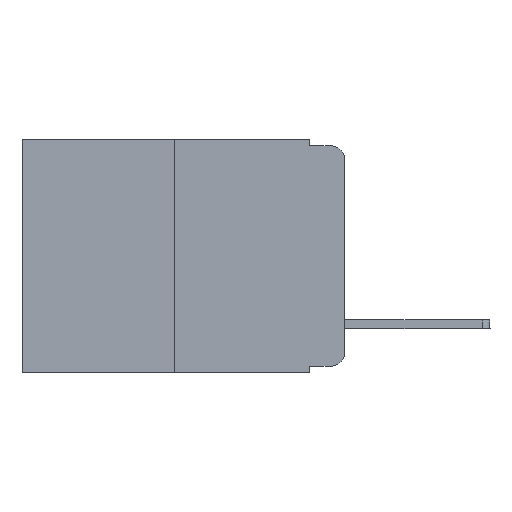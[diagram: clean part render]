
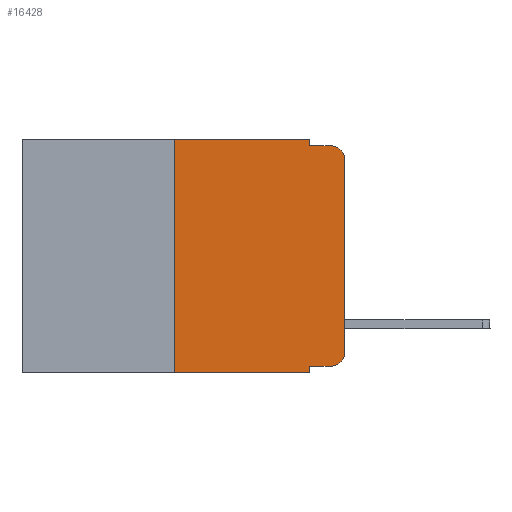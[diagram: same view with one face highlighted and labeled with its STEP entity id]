
A CAD part, left-side view. The second image highlights one B-rep face of the part: STEP entity #16428.
In plain terms, the highlighted planar face has unit normal (-1, 0, 0).
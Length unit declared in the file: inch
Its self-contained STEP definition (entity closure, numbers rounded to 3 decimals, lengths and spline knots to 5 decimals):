
#209 = DIRECTION ( 'NONE',  ( 0., 0., 1. ) ) ;
#217 = VERTEX_POINT ( 'NONE', #284 ) ;
#284 = CARTESIAN_POINT ( 'NONE',  ( 0., 0.02, -0.01 ) ) ;
#373 = CARTESIAN_POINT ( 'NONE',  ( 0., 0.051, -0.01 ) ) ;
#968 = EDGE_CURVE ( 'NONE', #10417, #2178, #17411, .T. ) ;
#1016 = ORIENTED_EDGE ( 'NONE', *, *, #12474, .T. ) ;
#1200 = CARTESIAN_POINT ( 'NONE',  ( 0., 0., 0. ) ) ;
#1382 = ORIENTED_EDGE ( 'NONE', *, *, #6069, .F. ) ;
#1438 = LINE ( 'NONE', #2316, #14303 ) ;
#1702 = LINE ( 'NONE', #1200, #3711 ) ;
#2049 = VECTOR ( 'NONE', #8272, 39.37008 ) ;
#2178 = VERTEX_POINT ( 'NONE', #373 ) ;
#2187 = EDGE_LOOP ( 'NONE', ( #4592, #11848, #17449, #8798, #1382, #4533, #1016, #18359, #12914, #15023 ) ) ;
#2316 = CARTESIAN_POINT ( 'NONE',  ( 0., 0.473, 0. ) ) ;
#2730 = VERTEX_POINT ( 'NONE', #8669 ) ;
#3711 = VECTOR ( 'NONE', #15418, 39.37008 ) ;
#3756 = DIRECTION ( 'NONE',  ( 1., 0., 0. ) ) ;
#4284 = VERTEX_POINT ( 'NONE', #5675 ) ;
#4388 = LINE ( 'NONE', #16998, #14825 ) ;
#4533 = ORIENTED_EDGE ( 'NONE', *, *, #9579, .F. ) ;
#4592 = ORIENTED_EDGE ( 'NONE', *, *, #18237, .T. ) ;
#5137 = DIRECTION ( 'NONE',  ( 0., -1., 0. ) ) ;
#5405 = CARTESIAN_POINT ( 'NONE',  ( 0., 0.473, -0.343 ) ) ;
#5675 = CARTESIAN_POINT ( 'NONE',  ( 0., 0.051, -0.333 ) ) ;
#5698 = DIRECTION ( 'NONE',  ( 0., 0., -1. ) ) ;
#6069 = EDGE_CURVE ( 'NONE', #12807, #10417, #1438, .T. ) ;
#6319 = CARTESIAN_POINT ( 'NONE',  ( 0., 0.02, -0.313 ) ) ;
#6626 = EDGE_CURVE ( 'NONE', #2178, #217, #15846, .T. ) ;
#7009 = CARTESIAN_POINT ( 'NONE',  ( 0., 0.051, 0. ) ) ;
#7129 = CIRCLE ( 'NONE', #13315, 0.02 ) ;
#7258 = CARTESIAN_POINT ( 'NONE',  ( 0., 0.02, -0.333 ) ) ;
#7534 = DIRECTION ( 'NONE',  ( -1., 0., 0. ) ) ;
#7627 = DIRECTION ( 'NONE',  ( 0., 0., -1. ) ) ;
#7813 = AXIS2_PLACEMENT_3D ( 'NONE', #10977, #3756, #12173 ) ;
#8272 = DIRECTION ( 'NONE',  ( 0., -1., 0. ) ) ;
#8305 = VECTOR ( 'NONE', #9794, 39.37008 ) ;
#8594 = CARTESIAN_POINT ( 'NONE',  ( 0., 0.25, 0. ) ) ;
#8618 = CARTESIAN_POINT ( 'NONE',  ( 0., 0.051, 0. ) ) ;
#8648 = FACE_OUTER_BOUND ( 'NONE', #2187, .T. ) ;
#8669 = CARTESIAN_POINT ( 'NONE',  ( 0., 0., -0.03 ) ) ;
#8798 = ORIENTED_EDGE ( 'NONE', *, *, #968, .F. ) ;
#9294 = VERTEX_POINT ( 'NONE', #7258 ) ;
#9394 = PLANE ( 'NONE',  #7813 ) ;
#9579 = EDGE_CURVE ( 'NONE', #9929, #12807, #12383, .T. ) ;
#9778 = DIRECTION ( 'NONE',  ( 0., -1., 0. ) ) ;
#9794 = DIRECTION ( 'NONE',  ( 0., -1., 0. ) ) ;
#9929 = VERTEX_POINT ( 'NONE', #14044 ) ;
#10221 = CARTESIAN_POINT ( 'NONE',  ( 0., 0.02, -0.03 ) ) ;
#10417 = VERTEX_POINT ( 'NONE', #18250 ) ;
#10569 = DIRECTION ( 'NONE',  ( -1., 0., 0. ) ) ;
#10879 = VERTEX_POINT ( 'NONE', #16255 ) ;
#10977 = CARTESIAN_POINT ( 'NONE',  ( 0., 0.473, 0. ) ) ;
#11069 = EDGE_CURVE ( 'NONE', #9294, #11907, #15842, .T. ) ;
#11320 = LINE ( 'NONE', #5405, #2049 ) ;
#11848 = ORIENTED_EDGE ( 'NONE', *, *, #12634, .T. ) ;
#11907 = VERTEX_POINT ( 'NONE', #16901 ) ;
#12173 = DIRECTION ( 'NONE',  ( 0., 0., -1. ) ) ;
#12383 = LINE ( 'NONE', #14460, #12582 ) ;
#12474 = EDGE_CURVE ( 'NONE', #9929, #10879, #11320, .T. ) ;
#12582 = VECTOR ( 'NONE', #209, 39.37008 ) ;
#12634 = EDGE_CURVE ( 'NONE', #2730, #217, #7129, .T. ) ;
#12807 = VERTEX_POINT ( 'NONE', #8594 ) ;
#12914 = ORIENTED_EDGE ( 'NONE', *, *, #17883, .T. ) ;
#13315 = AXIS2_PLACEMENT_3D ( 'NONE', #10221, #7534, #17513 ) ;
#14044 = CARTESIAN_POINT ( 'NONE',  ( 0., 0.25, -0.343 ) ) ;
#14128 = CARTESIAN_POINT ( 'NONE',  ( 0., 0.051, -0.01 ) ) ;
#14303 = VECTOR ( 'NONE', #5137, 39.37008 ) ;
#14460 = CARTESIAN_POINT ( 'NONE',  ( 0., 0.25, 0. ) ) ;
#14750 = VECTOR ( 'NONE', #5698, 39.37008 ) ;
#14825 = VECTOR ( 'NONE', #9778, 39.37008 ) ;
#14962 = EDGE_CURVE ( 'NONE', #4284, #10879, #15955, .T. ) ;
#15023 = ORIENTED_EDGE ( 'NONE', *, *, #11069, .T. ) ;
#15182 = AXIS2_PLACEMENT_3D ( 'NONE', #6319, #10569, #7627 ) ;
#15418 = DIRECTION ( 'NONE',  ( 0., 0., 1. ) ) ;
#15514 = VECTOR ( 'NONE', #17197, 39.37008 ) ;
#15842 = CIRCLE ( 'NONE', #15182, 0.02 ) ;
#15846 = LINE ( 'NONE', #14128, #8305 ) ;
#15955 = LINE ( 'NONE', #8618, #15514 ) ;
#16255 = CARTESIAN_POINT ( 'NONE',  ( 0., 0.051, -0.343 ) ) ;
#16428 = ADVANCED_FACE ( 'NONE', ( #8648 ), #9394, .F. ) ;
#16901 = CARTESIAN_POINT ( 'NONE',  ( 0., 0., -0.313 ) ) ;
#16998 = CARTESIAN_POINT ( 'NONE',  ( 0., 0.051, -0.333 ) ) ;
#17197 = DIRECTION ( 'NONE',  ( 0., 0., -1. ) ) ;
#17411 = LINE ( 'NONE', #7009, #14750 ) ;
#17449 = ORIENTED_EDGE ( 'NONE', *, *, #6626, .F. ) ;
#17513 = DIRECTION ( 'NONE',  ( 0., 0., -1. ) ) ;
#17883 = EDGE_CURVE ( 'NONE', #4284, #9294, #4388, .T. ) ;
#18237 = EDGE_CURVE ( 'NONE', #11907, #2730, #1702, .T. ) ;
#18250 = CARTESIAN_POINT ( 'NONE',  ( 0., 0.051, 0. ) ) ;
#18359 = ORIENTED_EDGE ( 'NONE', *, *, #14962, .F. ) ;
